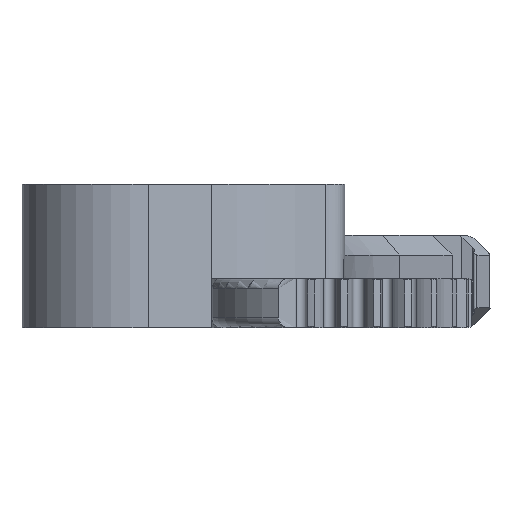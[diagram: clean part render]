
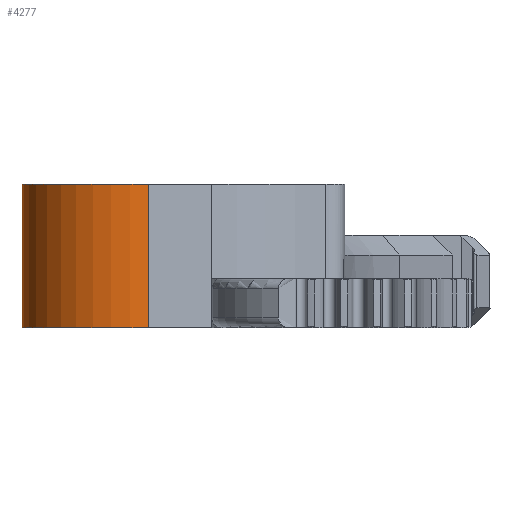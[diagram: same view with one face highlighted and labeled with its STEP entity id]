
A CAD part, front view. The second image highlights one B-rep face of the part: STEP entity #4277.
In plain terms, the highlighted cylindrical face has radius 11 mm (diameter 22 mm), a partial arc.
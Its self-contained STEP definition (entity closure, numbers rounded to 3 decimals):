
#165 = CIRCLE ( 'NONE', #5239, 11. ) ;
#397 = EDGE_CURVE ( 'NONE', #3029, #2257, #2132, .T. ) ;
#453 = VERTEX_POINT ( 'NONE', #5626 ) ;
#896 = DIRECTION ( 'NONE',  ( -1., 0., 0. ) ) ;
#1014 = AXIS2_PLACEMENT_3D ( 'NONE', #5077, #1302, #896 ) ;
#1043 = CARTESIAN_POINT ( 'NONE',  ( -31.935, 13.636, 0. ) ) ;
#1046 = LINE ( 'NONE', #5702, #3558 ) ;
#1069 = AXIS2_PLACEMENT_3D ( 'NONE', #1839, #2754, #4099 ) ;
#1302 = DIRECTION ( 'NONE',  ( 0., 0., -1. ) ) ;
#1346 = VECTOR ( 'NONE', #3453, 1000. ) ;
#1496 = ORIENTED_EDGE ( 'NONE', *, *, #5426, .T. ) ;
#1607 = LINE ( 'NONE', #2927, #1346 ) ;
#1839 = CARTESIAN_POINT ( 'NONE',  ( -33.845, 24.469, 0. ) ) ;
#1996 = CARTESIAN_POINT ( 'NONE',  ( -33.845, 24.469, 14.6 ) ) ;
#2002 = ORIENTED_EDGE ( 'NONE', *, *, #5345, .F. ) ;
#2132 = CIRCLE ( 'NONE', #1069, 11. ) ;
#2257 = VERTEX_POINT ( 'NONE', #1043 ) ;
#2331 = DIRECTION ( 'NONE',  ( 0., 0., 1. ) ) ;
#2754 = DIRECTION ( 'NONE',  ( 0., 0., 1. ) ) ;
#2798 = CARTESIAN_POINT ( 'NONE',  ( -44.845, 24.469, 0. ) ) ;
#2927 = CARTESIAN_POINT ( 'NONE',  ( -44.845, 24.469, 14.6 ) ) ;
#3029 = VERTEX_POINT ( 'NONE', #2798 ) ;
#3117 = FACE_OUTER_BOUND ( 'NONE', #3566, .T. ) ;
#3453 = DIRECTION ( 'NONE',  ( 0., 0., -1. ) ) ;
#3558 = VECTOR ( 'NONE', #5758, 1000. ) ;
#3566 = EDGE_LOOP ( 'NONE', ( #2002, #1496, #5984, #5818 ) ) ;
#3791 = DIRECTION ( 'NONE',  ( 1., 0., 0. ) ) ;
#4099 = DIRECTION ( 'NONE',  ( 1., 0., 0. ) ) ;
#4277 = ADVANCED_FACE ( 'NONE', ( #3117 ), #4985, .T. ) ;
#4645 = VERTEX_POINT ( 'NONE', #5129 ) ;
#4985 = CYLINDRICAL_SURFACE ( 'NONE', #1014, 11. ) ;
#5077 = CARTESIAN_POINT ( 'NONE',  ( -33.845, 24.469, 14.6 ) ) ;
#5129 = CARTESIAN_POINT ( 'NONE',  ( -44.845, 24.469, 14.6 ) ) ;
#5239 = AXIS2_PLACEMENT_3D ( 'NONE', #1996, #2331, #3791 ) ;
#5345 = EDGE_CURVE ( 'NONE', #4645, #453, #165, .T. ) ;
#5426 = EDGE_CURVE ( 'NONE', #4645, #3029, #1607, .T. ) ;
#5614 = EDGE_CURVE ( 'NONE', #453, #2257, #1046, .T. ) ;
#5626 = CARTESIAN_POINT ( 'NONE',  ( -31.935, 13.636, 14.6 ) ) ;
#5702 = CARTESIAN_POINT ( 'NONE',  ( -31.935, 13.636, 14.6 ) ) ;
#5758 = DIRECTION ( 'NONE',  ( 0., 0., -1. ) ) ;
#5818 = ORIENTED_EDGE ( 'NONE', *, *, #5614, .F. ) ;
#5984 = ORIENTED_EDGE ( 'NONE', *, *, #397, .T. ) ;
